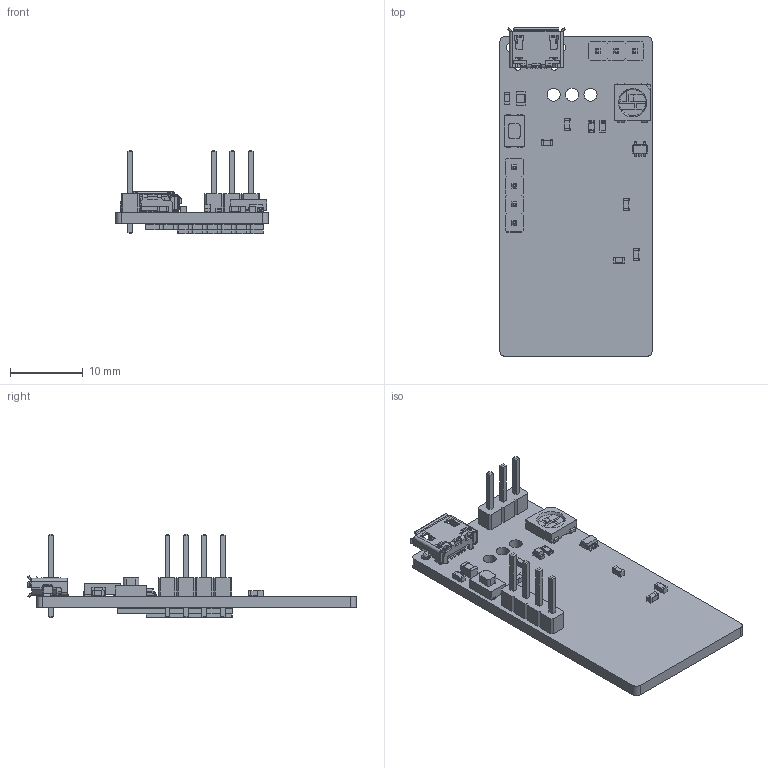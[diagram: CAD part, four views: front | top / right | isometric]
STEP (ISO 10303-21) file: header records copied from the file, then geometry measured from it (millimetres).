
FILE_DESCRIPTION(('FreeCAD Model'),'2;1');
FILE_NAME('rfboard_v1.6.step' ,'2020-08-03T21:24:07',(''),(''),'Open CASCADE STEP processor 7.3', 'FreeCAD','Unknown');
FILE_SCHEMA(('AUTOMOTIVE_DESIGN { 1 0 10303 214 1 1 1 1 }'));
Length unit declared in the file: millimetre
Products named in the file (24): rfboard; Board_Geoms_85a; Local_CS_85a; Pcb_85a; PCB_Sketch_85a; Step_Models_85a; Top_85a; D1_risk1E78E08Bni4a_5D7EE1BD; S1_KMR442G_5D7EE969; J1_10118194C_5D7EE202; C1_C_0603_1608Metric_5D7EE14A; C2_C_0603_1608Metric_5D7EE15B; C4_C_0603_1608Metric_5D7EE17D; C5_C_0603_1608Metric_5D7EE18E; C7_C_0603_1608Metric_5D7EE1B0; L1_L_0603_1608Metric_5D7EE213; R2_R_0603_1608Metric_5D7EE224; D2_LED_0603_1608Metric_5D7EEA00; P2_PinHeader_1x03_P254mm_Vertical_5D7EEA76; P3_PinHeader_1x04_P254mm_Vertical_5D7EE9C0; U4_SOT_353_SC_70_5_5D7E9620; C3_C_0805_2012Metric_5D7E94F2; Bot_85a; U2_RFM69CW_rough_5D7EE2FC
Assembly tree (23 placements, depth 4):
  rfboard
    Board_Geoms_85a
      Local_CS_85a
      Pcb_85a
      PCB_Sketch_85a
    Step_Models_85a
      Top_85a
        D1_risk1E78E08Bni4a_5D7EE1BD
        S1_KMR442G_5D7EE969
        J1_10118194C_5D7EE202
        C1_C_0603_1608Metric_5D7EE14A
        C2_C_0603_1608Metric_5D7EE15B
        C4_C_0603_1608Metric_5D7EE17D
        C5_C_0603_1608Metric_5D7EE18E
        C7_C_0603_1608Metric_5D7EE1B0
        L1_L_0603_1608Metric_5D7EE213
        R2_R_0603_1608Metric_5D7EE224
        D2_LED_0603_1608Metric_5D7EEA00
        P2_PinHeader_1x03_P254mm_Vertical_5D7EEA76
        P3_PinHeader_1x04_P254mm_Vertical_5D7EE9C0
        U4_SOT_353_SC_70_5_5D7E9620
        C3_C_0805_2012Metric_5D7E94F2
      Bot_85a
        U2_RFM69CW_rough_5D7EE2FC
Bounding box: 21 x 45.23 x 11.54 mm (x, y, z)
Volume: 1968.3 mm3; surface area: 3822.7 mm2
Topology: 23 solids, 23 shells, 1486 faces, 4012 edges, 2598 vertices
Faces by surface type: plane 994, cylinder 425, bspline 40, extrusion 10, cone 9, torus 4, sphere 4
Full cylindrical faces by diameter (mm): 0.9 x2, 1 x7, 1.146 x1, 1.2 x2, 1.8 x3
Entity records: 53182 total; most frequent: CARTESIAN_POINT 10169, ORIENTED_EDGE 7996, DIRECTION 7628, EDGE_CURVE 3998, VECTOR 3012, LINE 3002, VERTEX_POINT 2582, AXIS2_PLACEMENT_3D 2308
